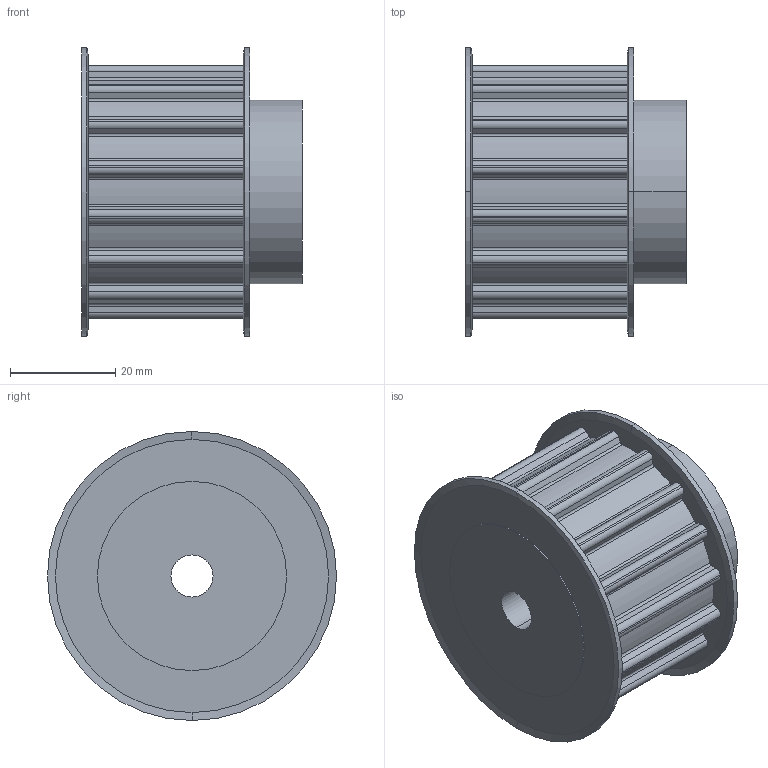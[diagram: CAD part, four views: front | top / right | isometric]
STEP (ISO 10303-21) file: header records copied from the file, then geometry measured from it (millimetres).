
FILE_DESCRIPTION(('STEP AP214'),'1');
FILE_NAME('cctmp_D3ACC263-1EF5-4352-9321-8B6EB0C24F14_2021_1_7_12_38_43_577..stp','2021-01-07T11:38:43',('Mulco-Europe EWIV'),('CADClick - www.CADClick.com'),'Spatial InterOp 3D',' ','unknown authorization');
FILE_SCHEMA(('AUTOMOTIVE_DESIGN'));
Length unit declared in the file: millimetre
Products named in the file (1): 2021_01_07__12-38-43-561
Bounding box: 42 x 55 x 55 mm (x, y, z)
Volume: 61456.1 mm3; surface area: 14215.6 mm2
Topology: 1 solids, 1 shells, 155 faces, 436 edges, 288 vertices
Faces by surface type: cylinder 108, plane 39, cone 8
Entity records: 6378 total; most frequent: DIRECTION 972, CARTESIAN_POINT 880, ORIENTED_EDGE 872, EDGE_CURVE 436, AXIS2_PLACEMENT_3D 380, VERTEX_POINT 288, CIRCLE 224, LINE 212
